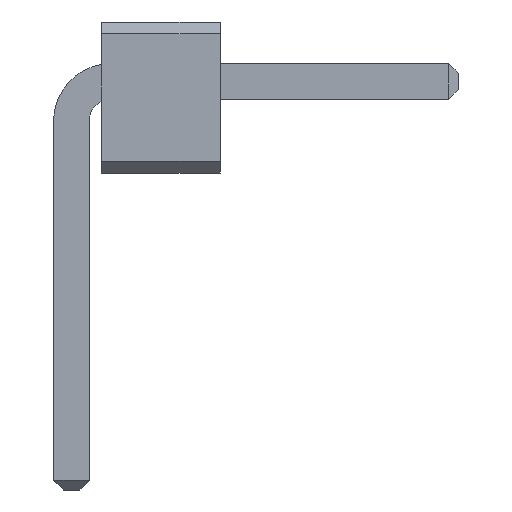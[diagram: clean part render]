
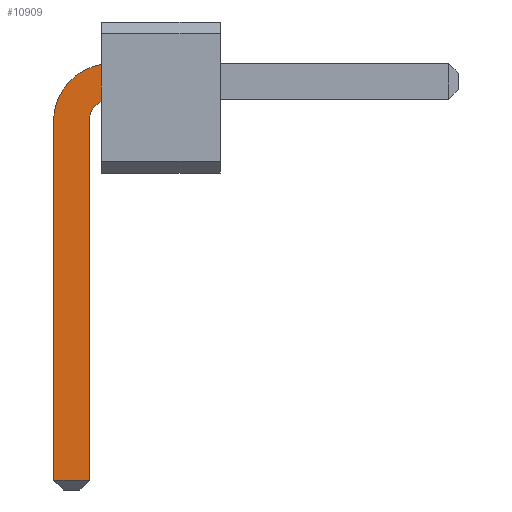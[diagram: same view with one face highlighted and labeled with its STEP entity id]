
A CAD part, front view. The second image highlights one B-rep face of the part: STEP entity #10909.
In plain terms, the highlighted planar face has unit normal (0, -1, 0).
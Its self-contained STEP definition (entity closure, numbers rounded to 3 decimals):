
#3704 = VERTEX_POINT('',#3705);
#3705 = CARTESIAN_POINT('',(0.25,-21.15,0.779));
#3711 = EDGE_CURVE('',#3704,#3712,#3714,.T.);
#3712 = VERTEX_POINT('',#3713);
#3713 = CARTESIAN_POINT('',(0.25,-21.15,0.467));
#3714 = LINE('',#3715,#3716);
#3715 = CARTESIAN_POINT('',(0.25,-21.15,0.1));
#3716 = VECTOR('',#3717,1.);
#3717 = DIRECTION('',(0.,0.,-1.));
#10890 = EDGE_CURVE('',#3712,#10891,#10893,.T.);
#10891 = VERTEX_POINT('',#10892);
#10892 = CARTESIAN_POINT('',(0.15,-21.15,0.335));
#10893 = CIRCLE('',#10894,0.194);
#10894 = AXIS2_PLACEMENT_3D('',#10895,#10896,#10897);
#10895 = CARTESIAN_POINT('',(0.34,-21.15,0.295));
#10896 = DIRECTION('',(0.,-1.,0.));
#10897 = DIRECTION('',(-0.207,0.,0.978
));
#10909 = ADVANCED_FACE('',(#10910),#10945,.F.);
#10910 = FACE_BOUND('',#10911,.F.);
#10911 = EDGE_LOOP('',(#10912,#10913,#10914,#10922,#10930,#10938));
#10912 = ORIENTED_EDGE('',*,*,#3711,.T.);
#10913 = ORIENTED_EDGE('',*,*,#10890,.T.);
#10914 = ORIENTED_EDGE('',*,*,#10915,.T.);
#10915 = EDGE_CURVE('',#10891,#10916,#10918,.T.);
#10916 = VERTEX_POINT('',#10917);
#10917 = CARTESIAN_POINT('',(0.15,-21.15,-2.72));
#10918 = LINE('',#10919,#10920);
#10919 = CARTESIAN_POINT('',(0.15,-21.15,0.335));
#10920 = VECTOR('',#10921,1.);
#10921 = DIRECTION('',(0.,0.,-1.));
#10922 = ORIENTED_EDGE('',*,*,#10923,.T.);
#10923 = EDGE_CURVE('',#10916,#10924,#10926,.T.);
#10924 = VERTEX_POINT('',#10925);
#10925 = CARTESIAN_POINT('',(-0.15,-21.15,-2.72));
#10926 = LINE('',#10927,#10928);
#10927 = CARTESIAN_POINT('',(0.15,-21.15,-2.72));
#10928 = VECTOR('',#10929,1.);
#10929 = DIRECTION('',(-1.,0.,0.));
#10930 = ORIENTED_EDGE('',*,*,#10931,.T.);
#10931 = EDGE_CURVE('',#10924,#10932,#10934,.T.);
#10932 = VERTEX_POINT('',#10933);
#10933 = CARTESIAN_POINT('',(-0.15,-21.15,0.335));
#10934 = LINE('',#10935,#10936);
#10935 = CARTESIAN_POINT('',(-0.15,-21.15,-2.8));
#10936 = VECTOR('',#10937,1.);
#10937 = DIRECTION('',(0.,0.,1.));
#10938 = ORIENTED_EDGE('',*,*,#10939,.T.);
#10939 = EDGE_CURVE('',#10932,#3704,#10940,.T.);
#10940 = CIRCLE('',#10941,0.485);
#10941 = AXIS2_PLACEMENT_3D('',#10942,#10943,#10944);
#10942 = CARTESIAN_POINT('',(0.333,-21.15,0.302));
#10943 = DIRECTION('',(0.,1.,0.));
#10944 = DIRECTION('',(-0.998,0.,
0.069));
#10945 = PLANE('',#10946);
#10946 = AXIS2_PLACEMENT_3D('',#10947,#10948,#10949);
#10947 = CARTESIAN_POINT('',(0.841,-21.15,-0.301));
#10948 = DIRECTION('',(0.,1.,-0.));
#10949 = DIRECTION('',(0.,0.,-1.));
